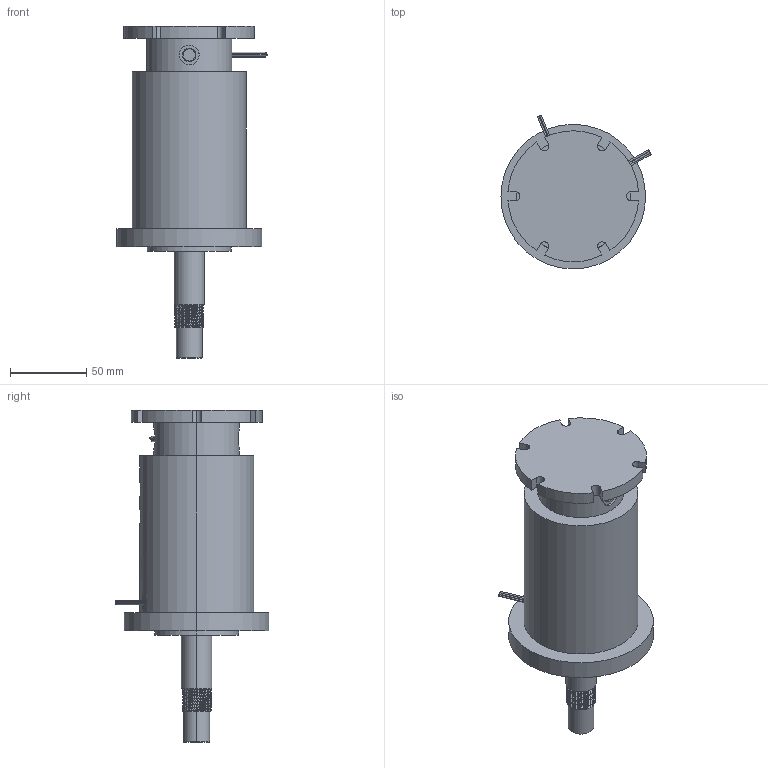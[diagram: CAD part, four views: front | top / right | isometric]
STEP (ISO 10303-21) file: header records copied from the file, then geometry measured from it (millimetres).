
FILE_DESCRIPTION (( 'STEP AP203' ), '1' );
FILE_NAME ('RX00717001.STEP', '2020-07-18T06:05:17', ( '微软用户' ), ( '微软中国' ), 'SwSTEP 2.0', 'SolidWorks 2014', '' );
FILE_SCHEMA (( 'CONFIG_CONTROL_DESIGN' ));
Length unit declared in the file: millimetre
Products named in the file (1): RX00717001
Bounding box: 98.61 x 101.07 x 218 mm (x, y, z)
Volume: 659106.6 mm3; surface area: 64033.8 mm2
Topology: 9 solids, 9 shells, 188 faces, 415 edges, 270 vertices
Faces by surface type: cylinder 118, plane 57, cone 8, bspline 3, torus 2
Entity records: 7745 total; most frequent: CARTESIAN_POINT 3577, DIRECTION 880, ORIENTED_EDGE 830, EDGE_CURVE 415, AXIS2_PLACEMENT_3D 356, VERTEX_POINT 270, EDGE_LOOP 213, FACE_OUTER_BOUND 188
